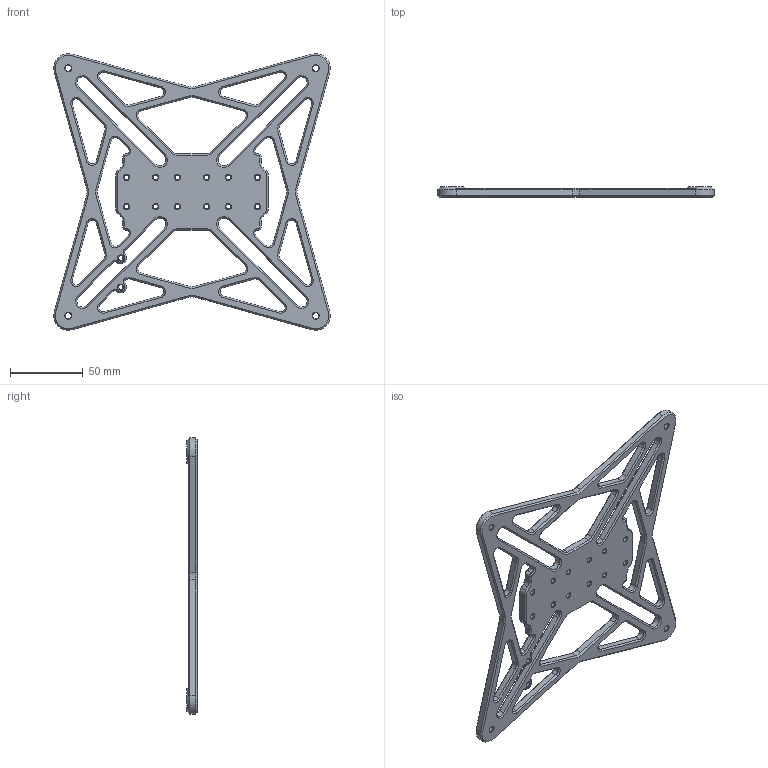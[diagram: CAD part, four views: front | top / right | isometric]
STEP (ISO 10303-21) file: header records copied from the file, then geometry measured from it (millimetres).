
FILE_DESCRIPTION(/* description */ (''),/* implementation_level */ '2;1');
FILE_NAME(/* name */ 'Snowflake Y Carriage.step',/* time_stamp */ '2025-07-08T13:08:14+03:00',/* author */ (''),/* organization */ (''),/* preprocessor_version */ 'ST-DEVELOPER v20.1',/* originating_system */ 'Autodesk Translation Framework v14.10.0.0',/* authorisation */ '');
FILE_SCHEMA (('AUTOMOTIVE_DESIGN { 1 0 10303 214 3 1 1 }'));
Length unit declared in the file: millimetre
Products named in the file (1): Snowflake Y Carriage
Bounding box: 189.97 x 7 x 189.97 mm (x, y, z)
Volume: 92522.5 mm3; surface area: 47883.8 mm2
Topology: 1 solids, 1 shells, 537 faces, 1244 edges, 717 vertices
Faces by surface type: plane 237, cone 192, cylinder 108
Full cylindrical faces by diameter (mm): 3.4 x14, 4.05 x4, 6.5 x12
Entity records: 15067 total; most frequent: DIRECTION 2749, CARTESIAN_POINT 2499, ORIENTED_EDGE 2488, EDGE_CURVE 1244, AXIS2_PLACEMENT_3D 967, LINE 815, VECTOR 815, VERTEX_POINT 717
